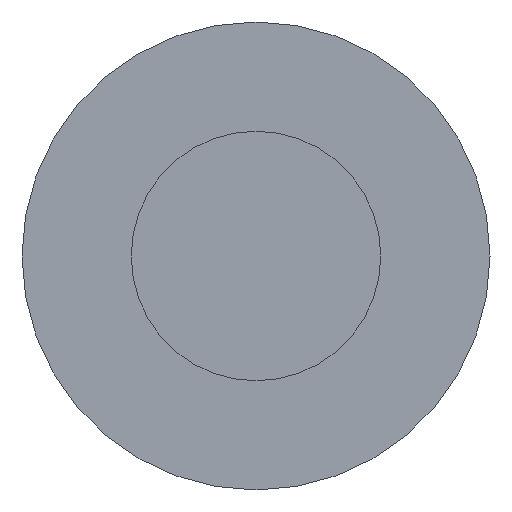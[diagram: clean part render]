
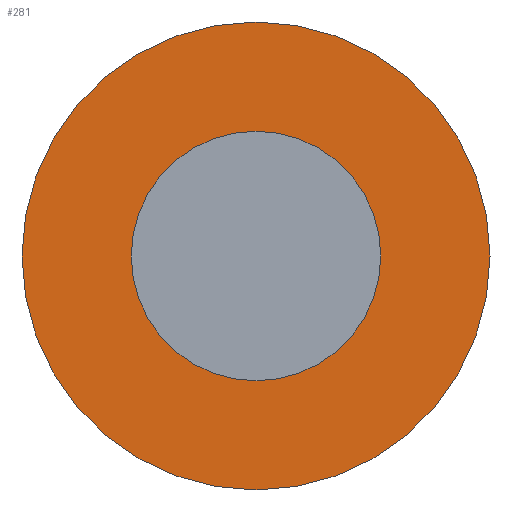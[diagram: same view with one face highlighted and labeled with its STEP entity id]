
A CAD part, left-side view. The second image highlights one B-rep face of the part: STEP entity #281.
In plain terms, the highlighted planar face has unit normal (-1, 0, 0).
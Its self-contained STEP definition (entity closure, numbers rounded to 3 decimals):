
#8 = AXIS2_PLACEMENT_3D ( 'NONE', #226, #250, #121 ) ;
#21 = DIRECTION ( 'NONE',  ( -1., 0., 0. ) ) ;
#34 = CARTESIAN_POINT ( 'NONE',  ( -115., 0., 0. ) ) ;
#43 = DIRECTION ( 'NONE',  ( 0., -1., 0. ) ) ;
#45 = AXIS2_PLACEMENT_3D ( 'NONE', #34, #326, #242 ) ;
#52 = EDGE_LOOP ( 'NONE', ( #161, #104 ) ) ;
#58 = VERTEX_POINT ( 'NONE', #96 ) ;
#72 = CARTESIAN_POINT ( 'NONE',  ( -115., 7.5, 0. ) ) ;
#75 = DIRECTION ( 'NONE',  ( 0., -1., 0. ) ) ;
#78 = AXIS2_PLACEMENT_3D ( 'NONE', #219, #325, #95 ) ;
#87 = CIRCLE ( 'NONE', #294, 7.5 ) ;
#88 = VERTEX_POINT ( 'NONE', #138 ) ;
#95 = DIRECTION ( 'NONE',  ( 0., -1., 0. ) ) ;
#96 = CARTESIAN_POINT ( 'NONE',  ( -115., 4., 0. ) ) ;
#99 = CARTESIAN_POINT ( 'NONE',  ( -115., 0., 0. ) ) ;
#104 = ORIENTED_EDGE ( 'NONE', *, *, #155, .T. ) ;
#121 = DIRECTION ( 'NONE',  ( 0., 1., 0. ) ) ;
#138 = CARTESIAN_POINT ( 'NONE',  ( -115., -7.5, 0. ) ) ;
#150 = FACE_OUTER_BOUND ( 'NONE', #52, .T. ) ;
#155 = EDGE_CURVE ( 'NONE', #234, #88, #272, .T. ) ;
#161 = ORIENTED_EDGE ( 'NONE', *, *, #265, .T. ) ;
#208 = ORIENTED_EDGE ( 'NONE', *, *, #211, .F. ) ;
#211 = EDGE_CURVE ( 'NONE', #240, #58, #225, .T. ) ;
#218 = AXIS2_PLACEMENT_3D ( 'NONE', #307, #21, #43 ) ;
#219 = CARTESIAN_POINT ( 'NONE',  ( -115., 0., 0. ) ) ;
#225 = CIRCLE ( 'NONE', #78, 4. ) ;
#226 = CARTESIAN_POINT ( 'NONE',  ( -115., 4., 0. ) ) ;
#234 = VERTEX_POINT ( 'NONE', #72 ) ;
#240 = VERTEX_POINT ( 'NONE', #331 ) ;
#242 = DIRECTION ( 'NONE',  ( 0., -1., 0. ) ) ;
#250 = DIRECTION ( 'NONE',  ( 1., 0., 0. ) ) ;
#254 = FACE_BOUND ( 'NONE', #292, .T. ) ;
#256 = PLANE ( 'NONE',  #8 ) ;
#265 = EDGE_CURVE ( 'NONE', #88, #234, #87, .T. ) ;
#272 = CIRCLE ( 'NONE', #45, 7.5 ) ;
#281 = ADVANCED_FACE ( 'NONE', ( #254, #150 ), #256, .F. ) ;
#292 = EDGE_LOOP ( 'NONE', ( #208, #310 ) ) ;
#294 = AXIS2_PLACEMENT_3D ( 'NONE', #99, #332, #75 ) ;
#307 = CARTESIAN_POINT ( 'NONE',  ( -115., 0., 0. ) ) ;
#310 = ORIENTED_EDGE ( 'NONE', *, *, #320, .F. ) ;
#320 = EDGE_CURVE ( 'NONE', #58, #240, #323, .T. ) ;
#323 = CIRCLE ( 'NONE', #218, 4. ) ;
#325 = DIRECTION ( 'NONE',  ( -1., 0., 0. ) ) ;
#326 = DIRECTION ( 'NONE',  ( -1., 0., 0. ) ) ;
#331 = CARTESIAN_POINT ( 'NONE',  ( -115., -4., 0. ) ) ;
#332 = DIRECTION ( 'NONE',  ( -1., 0., 0. ) ) ;
